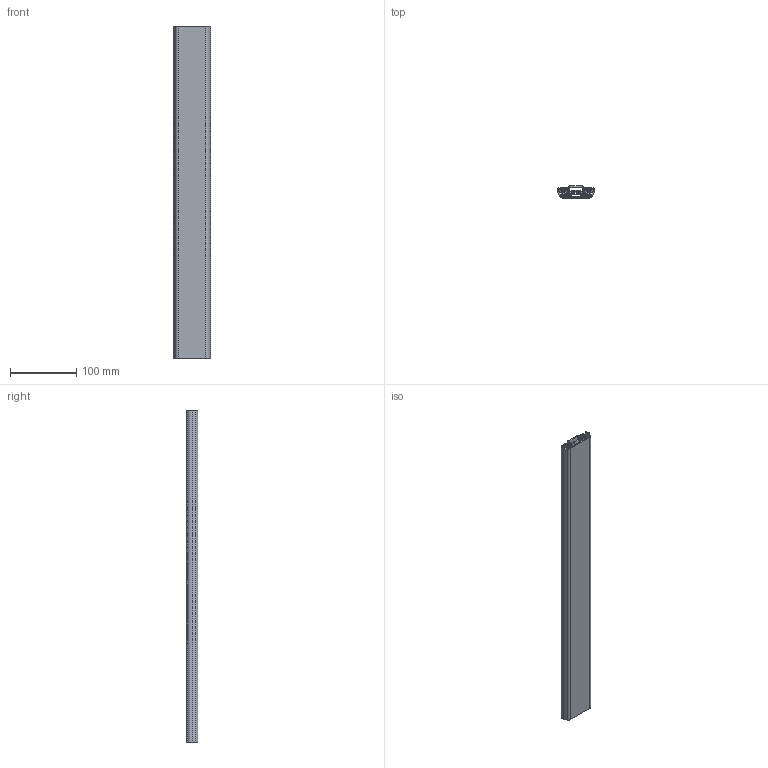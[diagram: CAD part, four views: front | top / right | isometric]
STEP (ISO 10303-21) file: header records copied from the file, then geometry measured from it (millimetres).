
FILE_DESCRIPTION(/* description */ ('Master Profielschetsen + Parameters'),/* implementation_level */ '2;1');
FILE_NAME(/* name */ 'ULF-HD_17_500_500.stp',/* time_stamp */ '2016-02-23T14:46:05+01:00',/* author */ ('m.meijers'),/* organization */ (''),/* preprocessor_version */ 'ST-DEVELOPER v15.6',/* originating_system */ 'Autodesk Inventor 2015',/* authorisation */ '');
FILE_SCHEMA (('AUTOMOTIVE_DESIGN { 1 0 10303 214 3 1 1 }'));
Length unit declared in the file: millimetre
Products named in the file (14): E000031753; E000031754; E000031765; E000031755; E000031762; E000031761; E000031756; E000031764; E000031757; E000031759; E000031760; E000031758; E000031763; E000031752
Assembly tree (43 placements, depth 3):
  E000031752
    E000031753
    E000031765
      E000031754
    E000031761
      E000031755
      E000031762  x18
    E000031764
      E000031756
    E000031760
      E000031757
      E000031759  x14
    E000031763
      E000031758
Bounding box: 55.77 x 17.2 x 500 mm (x, y, z)
Volume: 177912.4 mm3; surface area: 226497.7 mm2
Topology: 37 solids, 37 shells, 762 faces, 2452 edges, 1896 vertices
Faces by surface type: plane 404, cylinder 326, sphere 32
Full cylindrical faces by diameter (mm): 5.56 x14, 6.35 x18
Entity records: 26770 total; most frequent: CARTESIAN_POINT 5071, DIRECTION 4712, ORIENTED_EDGE 4260, EDGE_CURVE 2130, AXIS2_PLACEMENT_3D 1613, LINE 1486, VECTOR 1486, VERTEX_POINT 1444
